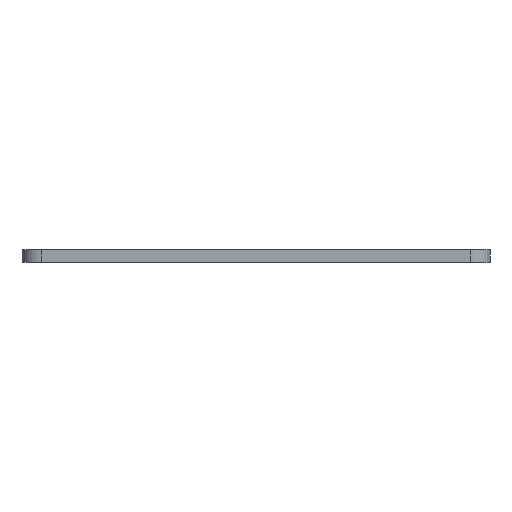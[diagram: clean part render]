
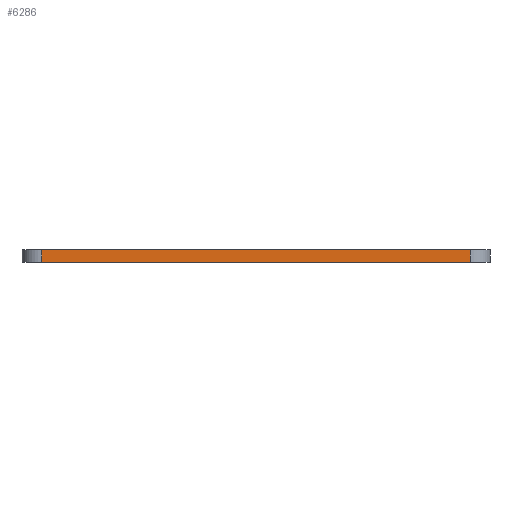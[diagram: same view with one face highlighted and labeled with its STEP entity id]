
A CAD part, left-side view. The second image highlights one B-rep face of the part: STEP entity #6286.
In plain terms, the highlighted planar face has unit normal (-1, 0, 0).
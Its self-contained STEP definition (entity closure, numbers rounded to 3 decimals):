
#84 = PLANE('',#85);
#85 = AXIS2_PLACEMENT_3D('',#86,#87,#88);
#86 = CARTESIAN_POINT('',(-111.125,25.4,1.6));
#87 = DIRECTION('',(0.,0.,1.));
#88 = DIRECTION('',(1.,0.,-0.));
#139 = PLANE('',#140);
#140 = AXIS2_PLACEMENT_3D('',#141,#142,#143);
#141 = CARTESIAN_POINT('',(-111.125,25.4,0.));
#142 = DIRECTION('',(0.,0.,1.));
#143 = DIRECTION('',(1.,0.,-0.));
#172 = CYLINDRICAL_SURFACE('',#173,2.54);
#173 = AXIS2_PLACEMENT_3D('',#174,#175,#176);
#174 = CARTESIAN_POINT('',(-152.4,-2.54,0.));
#175 = DIRECTION('',(-0.,-0.,-1.));
#176 = DIRECTION('',(1.,0.,-0.));
#361 = VERTEX_POINT('',#362);
#362 = CARTESIAN_POINT('',(-154.94,53.34,0.));
#377 = CYLINDRICAL_SURFACE('',#378,2.54);
#378 = AXIS2_PLACEMENT_3D('',#379,#380,#381);
#379 = CARTESIAN_POINT('',(-152.4,53.34,0.));
#380 = DIRECTION('',(-0.,-0.,-1.));
#381 = DIRECTION('',(1.,0.,-0.));
#389 = EDGE_CURVE('',#361,#390,#392,.T.);
#390 = VERTEX_POINT('',#391);
#391 = CARTESIAN_POINT('',(-154.94,-2.54,0.));
#392 = SURFACE_CURVE('',#393,(#397,#404),.PCURVE_S1.);
#393 = LINE('',#394,#395);
#394 = CARTESIAN_POINT('',(-154.94,53.34,0.));
#395 = VECTOR('',#396,1.);
#396 = DIRECTION('',(0.,-1.,0.));
#397 = PCURVE('',#139,#398);
#398 = DEFINITIONAL_REPRESENTATION('',(#399),#403);
#399 = LINE('',#400,#401);
#400 = CARTESIAN_POINT('',(-43.815,27.94));
#401 = VECTOR('',#402,1.);
#402 = DIRECTION('',(0.,-1.));
#403 = ( GEOMETRIC_REPRESENTATION_CONTEXT(2) 
PARAMETRIC_REPRESENTATION_CONTEXT() REPRESENTATION_CONTEXT('2D SPACE',''
  ) );
#404 = PCURVE('',#405,#410);
#405 = PLANE('',#406);
#406 = AXIS2_PLACEMENT_3D('',#407,#408,#409);
#407 = CARTESIAN_POINT('',(-154.94,53.34,0.));
#408 = DIRECTION('',(1.,0.,-0.));
#409 = DIRECTION('',(0.,-1.,0.));
#410 = DEFINITIONAL_REPRESENTATION('',(#411),#415);
#411 = LINE('',#412,#413);
#412 = CARTESIAN_POINT('',(0.,0.));
#413 = VECTOR('',#414,1.);
#414 = DIRECTION('',(1.,0.));
#415 = ( GEOMETRIC_REPRESENTATION_CONTEXT(2) 
PARAMETRIC_REPRESENTATION_CONTEXT() REPRESENTATION_CONTEXT('2D SPACE',''
  ) );
#3586 = VERTEX_POINT('',#3587);
#3587 = CARTESIAN_POINT('',(-154.94,53.34,1.6));
#3609 = EDGE_CURVE('',#3586,#3610,#3612,.T.);
#3610 = VERTEX_POINT('',#3611);
#3611 = CARTESIAN_POINT('',(-154.94,-2.54,1.6));
#3612 = SURFACE_CURVE('',#3613,(#3617,#3624),.PCURVE_S1.);
#3613 = LINE('',#3614,#3615);
#3614 = CARTESIAN_POINT('',(-154.94,53.34,1.6));
#3615 = VECTOR('',#3616,1.);
#3616 = DIRECTION('',(0.,-1.,0.));
#3617 = PCURVE('',#84,#3618);
#3618 = DEFINITIONAL_REPRESENTATION('',(#3619),#3623);
#3619 = LINE('',#3620,#3621);
#3620 = CARTESIAN_POINT('',(-43.815,27.94));
#3621 = VECTOR('',#3622,1.);
#3622 = DIRECTION('',(0.,-1.));
#3623 = ( GEOMETRIC_REPRESENTATION_CONTEXT(2) 
PARAMETRIC_REPRESENTATION_CONTEXT() REPRESENTATION_CONTEXT('2D SPACE',''
  ) );
#3624 = PCURVE('',#405,#3625);
#3625 = DEFINITIONAL_REPRESENTATION('',(#3626),#3630);
#3626 = LINE('',#3627,#3628);
#3627 = CARTESIAN_POINT('',(0.,-1.6));
#3628 = VECTOR('',#3629,1.);
#3629 = DIRECTION('',(1.,0.));
#3630 = ( GEOMETRIC_REPRESENTATION_CONTEXT(2) 
PARAMETRIC_REPRESENTATION_CONTEXT() REPRESENTATION_CONTEXT('2D SPACE',''
  ) );
#6236 = EDGE_CURVE('',#390,#3610,#6237,.T.);
#6237 = SURFACE_CURVE('',#6238,(#6242,#6249),.PCURVE_S1.);
#6238 = LINE('',#6239,#6240);
#6239 = CARTESIAN_POINT('',(-154.94,-2.54,0.));
#6240 = VECTOR('',#6241,1.);
#6241 = DIRECTION('',(0.,0.,1.));
#6242 = PCURVE('',#172,#6243);
#6243 = DEFINITIONAL_REPRESENTATION('',(#6244),#6248);
#6244 = LINE('',#6245,#6246);
#6245 = CARTESIAN_POINT('',(-3.142,0.));
#6246 = VECTOR('',#6247,1.);
#6247 = DIRECTION('',(-0.,-1.));
#6248 = ( GEOMETRIC_REPRESENTATION_CONTEXT(2) 
PARAMETRIC_REPRESENTATION_CONTEXT() REPRESENTATION_CONTEXT('2D SPACE',''
  ) );
#6249 = PCURVE('',#405,#6250);
#6250 = DEFINITIONAL_REPRESENTATION('',(#6251),#6255);
#6251 = LINE('',#6252,#6253);
#6252 = CARTESIAN_POINT('',(55.88,0.));
#6253 = VECTOR('',#6254,1.);
#6254 = DIRECTION('',(0.,-1.));
#6255 = ( GEOMETRIC_REPRESENTATION_CONTEXT(2) 
PARAMETRIC_REPRESENTATION_CONTEXT() REPRESENTATION_CONTEXT('2D SPACE',''
  ) );
#6286 = ADVANCED_FACE('',(#6287),#405,.F.);
#6287 = FACE_BOUND('',#6288,.F.);
#6288 = EDGE_LOOP('',(#6289,#6310,#6311,#6312));
#6289 = ORIENTED_EDGE('',*,*,#6290,.T.);
#6290 = EDGE_CURVE('',#361,#3586,#6291,.T.);
#6291 = SURFACE_CURVE('',#6292,(#6296,#6303),.PCURVE_S1.);
#6292 = LINE('',#6293,#6294);
#6293 = CARTESIAN_POINT('',(-154.94,53.34,0.));
#6294 = VECTOR('',#6295,1.);
#6295 = DIRECTION('',(0.,0.,1.));
#6296 = PCURVE('',#405,#6297);
#6297 = DEFINITIONAL_REPRESENTATION('',(#6298),#6302);
#6298 = LINE('',#6299,#6300);
#6299 = CARTESIAN_POINT('',(0.,0.));
#6300 = VECTOR('',#6301,1.);
#6301 = DIRECTION('',(0.,-1.));
#6302 = ( GEOMETRIC_REPRESENTATION_CONTEXT(2) 
PARAMETRIC_REPRESENTATION_CONTEXT() REPRESENTATION_CONTEXT('2D SPACE',''
  ) );
#6303 = PCURVE('',#377,#6304);
#6304 = DEFINITIONAL_REPRESENTATION('',(#6305),#6309);
#6305 = LINE('',#6306,#6307);
#6306 = CARTESIAN_POINT('',(-3.142,0.));
#6307 = VECTOR('',#6308,1.);
#6308 = DIRECTION('',(-0.,-1.));
#6309 = ( GEOMETRIC_REPRESENTATION_CONTEXT(2) 
PARAMETRIC_REPRESENTATION_CONTEXT() REPRESENTATION_CONTEXT('2D SPACE',''
  ) );
#6310 = ORIENTED_EDGE('',*,*,#3609,.T.);
#6311 = ORIENTED_EDGE('',*,*,#6236,.F.);
#6312 = ORIENTED_EDGE('',*,*,#389,.F.);
